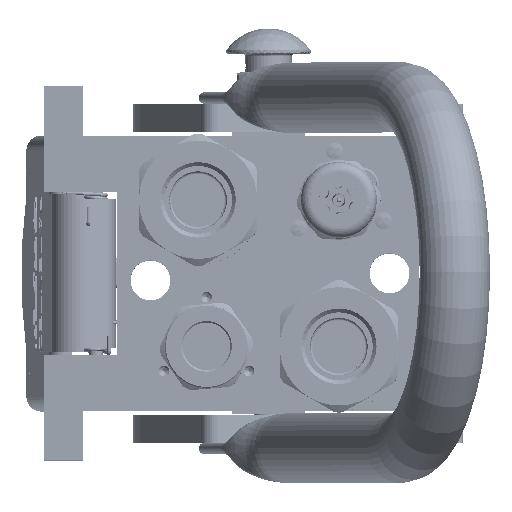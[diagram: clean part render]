
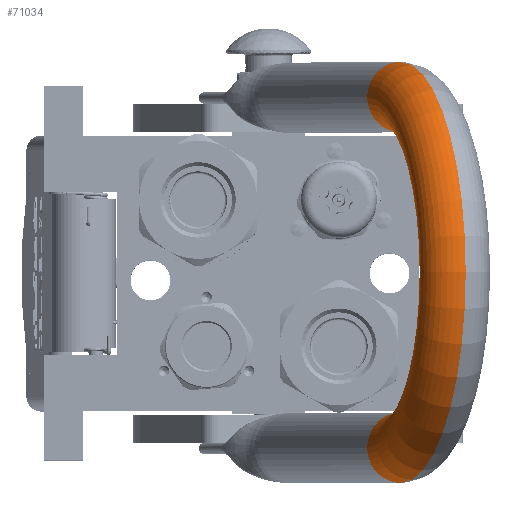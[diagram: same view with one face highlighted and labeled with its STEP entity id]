
A CAD part, top view. The second image highlights one B-rep face of the part: STEP entity #71034.
In plain terms, the highlighted toroidal (fillet/blend) face has major radius 62.25 mm and minor radius 12.5 mm.
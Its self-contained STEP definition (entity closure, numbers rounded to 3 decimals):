
#52 = DIRECTION ( 'NONE',  ( 0., 0., -1. ) ) ;
#7142 = VERTEX_POINT ( 'NONE', #42751 ) ;
#9622 = DIRECTION ( 'NONE',  ( -1., 0., 0. ) ) ;
#13974 = CIRCLE ( 'NONE', #74001, 12.5 ) ;
#19106 = DIRECTION ( 'NONE',  ( -1., 0., 0. ) ) ;
#25520 = VERTEX_POINT ( 'NONE', #151091 ) ;
#30663 = DIRECTION ( 'NONE',  ( 0., 1., 0. ) ) ;
#33519 = CIRCLE ( 'NONE', #34256, 49.75 ) ;
#34099 = ORIENTED_EDGE ( 'NONE', *, *, #117861, .F. ) ;
#34256 = AXIS2_PLACEMENT_3D ( 'NONE', #57462, #30663, #19106 ) ;
#35396 = CIRCLE ( 'NONE', #50363, 12.5 ) ;
#42751 = CARTESIAN_POINT ( 'NONE',  ( -74.75, 0., 125.25 ) ) ;
#50363 = AXIS2_PLACEMENT_3D ( 'NONE', #125694, #52, #138298 ) ;
#53257 = ORIENTED_EDGE ( 'NONE', *, *, #124787, .T. ) ;
#57462 = CARTESIAN_POINT ( 'NONE',  ( 0., 0., 125.25 ) ) ;
#60092 = CIRCLE ( 'NONE', #137110, 74.75 ) ;
#60990 = DIRECTION ( 'NONE',  ( 1., 0., 0. ) ) ;
#63543 = ORIENTED_EDGE ( 'NONE', *, *, #143230, .F. ) ;
#65767 = CARTESIAN_POINT ( 'NONE',  ( 49.75, 0., 125.25 ) ) ;
#71034 = ADVANCED_FACE ( 'NONE', ( #143784 ), #104561, .T. ) ;
#72832 = EDGE_CURVE ( 'NONE', #25520, #154009, #33519, .T. ) ;
#74001 = AXIS2_PLACEMENT_3D ( 'NONE', #116620, #130292, #129234 ) ;
#84801 = DIRECTION ( 'NONE',  ( 0., 1., 0. ) ) ;
#103295 = ORIENTED_EDGE ( 'NONE', *, *, #72832, .T. ) ;
#104386 = AXIS2_PLACEMENT_3D ( 'NONE', #149308, #125706, #60990 ) ;
#104561 = TOROIDAL_SURFACE ( 'NONE', #104386, 62.25, 12.5 ) ;
#109561 = CARTESIAN_POINT ( 'NONE',  ( 74.75, 0., 125.25 ) ) ;
#116620 = CARTESIAN_POINT ( 'NONE',  ( -62.25, 0., 125.25 ) ) ;
#117748 = EDGE_LOOP ( 'NONE', ( #103295, #63543, #34099, #53257 ) ) ;
#117861 = EDGE_CURVE ( 'NONE', #7142, #146674, #60092, .T. ) ;
#124787 = EDGE_CURVE ( 'NONE', #7142, #25520, #13974, .T. ) ;
#125694 = CARTESIAN_POINT ( 'NONE',  ( 62.25, 0., 125.25 ) ) ;
#125706 = DIRECTION ( 'NONE',  ( 0., 1., 0. ) ) ;
#129234 = DIRECTION ( 'NONE',  ( -1., 0., 0. ) ) ;
#130292 = DIRECTION ( 'NONE',  ( 0., 0., 1. ) ) ;
#135251 = CARTESIAN_POINT ( 'NONE',  ( 0., 0., 125.25 ) ) ;
#137110 = AXIS2_PLACEMENT_3D ( 'NONE', #135251, #84801, #9622 ) ;
#138298 = DIRECTION ( 'NONE',  ( 1., 0., 0. ) ) ;
#143230 = EDGE_CURVE ( 'NONE', #146674, #154009, #35396, .T. ) ;
#143784 = FACE_OUTER_BOUND ( 'NONE', #117748, .T. ) ;
#146674 = VERTEX_POINT ( 'NONE', #109561 ) ;
#149308 = CARTESIAN_POINT ( 'NONE',  ( 0., 0., 125.25 ) ) ;
#151091 = CARTESIAN_POINT ( 'NONE',  ( -49.75, 0., 125.25 ) ) ;
#154009 = VERTEX_POINT ( 'NONE', #65767 ) ;
